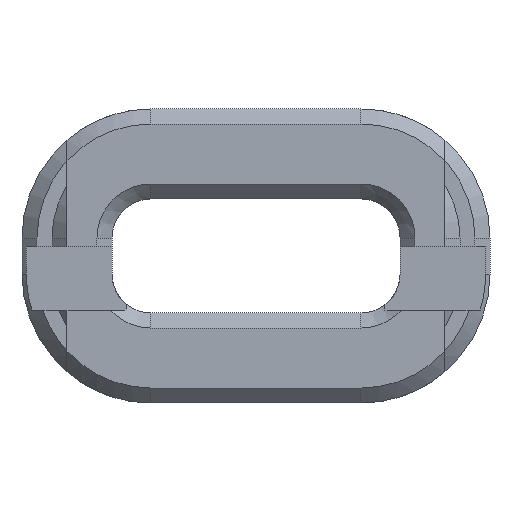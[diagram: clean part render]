
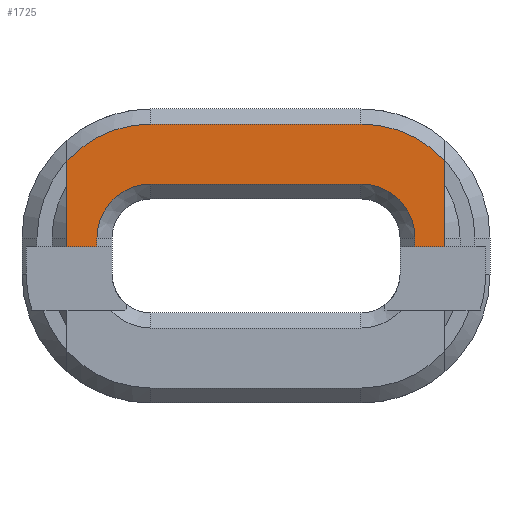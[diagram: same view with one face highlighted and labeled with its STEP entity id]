
A CAD part, front view. The second image highlights one B-rep face of the part: STEP entity #1725.
In plain terms, the highlighted planar face has unit normal (0, -1, 0).
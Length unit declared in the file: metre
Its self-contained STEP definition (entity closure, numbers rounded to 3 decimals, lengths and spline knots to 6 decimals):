
#97=LINE('',#2607,#271);
#98=LINE('',#2610,#272);
#99=LINE('',#2614,#273);
#100=LINE('',#2618,#274);
#101=LINE('',#2620,#275);
#102=LINE('',#2622,#276);
#103=LINE('',#2626,#277);
#104=LINE('',#2630,#278);
#271=VECTOR('',#2063,1.);
#272=VECTOR('',#2064,1.);
#273=VECTOR('',#2067,1.);
#274=VECTOR('',#2070,1.);
#275=VECTOR('',#2071,1.);
#276=VECTOR('',#2072,1.);
#277=VECTOR('',#2075,1.);
#278=VECTOR('',#2078,1.);
#465=ORIENTED_EDGE('',*,*,#988,.T.);
#466=ORIENTED_EDGE('',*,*,#989,.T.);
#467=ORIENTED_EDGE('',*,*,#990,.T.);
#468=ORIENTED_EDGE('',*,*,#991,.T.);
#469=ORIENTED_EDGE('',*,*,#992,.T.);
#470=ORIENTED_EDGE('',*,*,#993,.F.);
#471=ORIENTED_EDGE('',*,*,#994,.T.);
#472=ORIENTED_EDGE('',*,*,#995,.T.);
#473=ORIENTED_EDGE('',*,*,#996,.T.);
#474=ORIENTED_EDGE('',*,*,#997,.T.);
#475=ORIENTED_EDGE('',*,*,#998,.T.);
#476=ORIENTED_EDGE('',*,*,#999,.T.);
#988=EDGE_CURVE('',#1247,#1248,#97,.T.);
#989=EDGE_CURVE('',#1248,#1249,#98,.T.);
#990=EDGE_CURVE('',#1249,#1250,#1393,.F.);
#991=EDGE_CURVE('',#1250,#1251,#99,.T.);
#992=EDGE_CURVE('',#1251,#1252,#1394,.F.);
#993=EDGE_CURVE('',#1253,#1252,#100,.T.);
#994=EDGE_CURVE('',#1253,#1254,#101,.T.);
#995=EDGE_CURVE('',#1254,#1255,#102,.T.);
#996=EDGE_CURVE('',#1255,#1256,#1395,.T.);
#997=EDGE_CURVE('',#1256,#1257,#103,.T.);
#998=EDGE_CURVE('',#1257,#1258,#1396,.T.);
#999=EDGE_CURVE('',#1258,#1247,#104,.T.);
#1247=VERTEX_POINT('',#2608);
#1248=VERTEX_POINT('',#2609);
#1249=VERTEX_POINT('',#2611);
#1250=VERTEX_POINT('',#2613);
#1251=VERTEX_POINT('',#2615);
#1252=VERTEX_POINT('',#2617);
#1253=VERTEX_POINT('',#2619);
#1254=VERTEX_POINT('',#2621);
#1255=VERTEX_POINT('',#2623);
#1256=VERTEX_POINT('',#2625);
#1257=VERTEX_POINT('',#2627);
#1258=VERTEX_POINT('',#2629);
#1393=CIRCLE('',#1855,0.0038);
#1394=CIRCLE('',#1856,0.0038);
#1395=CIRCLE('',#1857,0.0018);
#1396=CIRCLE('',#1858,0.0018);
#1456=EDGE_LOOP('',(#465,#466,#467,#468,#469,#470,#471,#472,#473,#474,#475,
#476));
#1562=FACE_BOUND('',#1456,.T.);
#1664=PLANE('',#1854);
#1725=ADVANCED_FACE('',(#1562),#1664,.F.);
#1854=AXIS2_PLACEMENT_3D('',#2606,#2061,#2062);
#1855=AXIS2_PLACEMENT_3D('',#2612,#2065,#2066);
#1856=AXIS2_PLACEMENT_3D('',#2616,#2068,#2069);
#1857=AXIS2_PLACEMENT_3D('',#2624,#2073,#2074);
#1858=AXIS2_PLACEMENT_3D('',#2628,#2076,#2077);
#2061=DIRECTION('',(0.,1.,0.));
#2062=DIRECTION('',(-1.,0.,0.));
#2063=DIRECTION('',(1.,0.,0.));
#2064=DIRECTION('',(0.,0.,1.));
#2065=DIRECTION('',(0.,1.,0.));
#2066=DIRECTION('',(0.,0.,1.));
#2067=DIRECTION('',(-1.,0.,0.));
#2068=DIRECTION('',(0.,1.,0.));
#2069=DIRECTION('',(0.,0.,1.));
#2070=DIRECTION('',(0.,0.,1.));
#2071=DIRECTION('',(1.,0.,0.));
#2072=DIRECTION('',(0.,0.,1.));
#2073=DIRECTION('',(0.,1.,0.));
#2074=DIRECTION('',(0.,0.,1.));
#2075=DIRECTION('',(1.,0.,0.));
#2076=DIRECTION('',(0.,1.,0.));
#2077=DIRECTION('',(0.,0.,1.));
#2078=DIRECTION('',(0.,0.,-1.));
#2606=CARTESIAN_POINT('',(0.,0.038115,-0.00335));
#2607=CARTESIAN_POINT('',(0.,0.038115,-0.0063));
#2608=CARTESIAN_POINT('',(0.0053,0.038115,-0.0063));
#2609=CARTESIAN_POINT('',(0.0063,0.038115,-0.0063));
#2610=CARTESIAN_POINT('',(0.0063,0.038115,-0.00335));
#2611=CARTESIAN_POINT('',(0.0063,0.038115,-0.003431));
#2612=CARTESIAN_POINT('',(0.0035,0.038115,-0.006));
#2613=CARTESIAN_POINT('',(0.0035,0.038115,-0.0022));
#2614=CARTESIAN_POINT('',(0.,0.038115,-0.0022));
#2615=CARTESIAN_POINT('',(-0.0035,0.038115,-0.0022));
#2616=CARTESIAN_POINT('',(-0.0035,0.038115,-0.006));
#2617=CARTESIAN_POINT('',(-0.0063,0.038115,-0.003431));
#2618=CARTESIAN_POINT('',(-0.0063,0.038115,-0.00335));
#2619=CARTESIAN_POINT('',(-0.0063,0.038115,-0.0063));
#2620=CARTESIAN_POINT('',(0.,0.038115,-0.0063));
#2621=CARTESIAN_POINT('',(-0.0053,0.038115,-0.0063));
#2622=CARTESIAN_POINT('',(-0.0053,0.038115,-0.006));
#2623=CARTESIAN_POINT('',(-0.0053,0.038115,-0.006));
#2624=CARTESIAN_POINT('',(-0.0035,0.038115,-0.006));
#2625=CARTESIAN_POINT('',(-0.0035,0.038115,-0.0042));
#2626=CARTESIAN_POINT('',(0.0035,0.038115,-0.0042));
#2627=CARTESIAN_POINT('',(0.0035,0.038115,-0.0042));
#2628=CARTESIAN_POINT('',(0.0035,0.038115,-0.006));
#2629=CARTESIAN_POINT('',(0.0053,0.038115,-0.006));
#2630=CARTESIAN_POINT('',(0.0053,0.038115,-0.00335));
